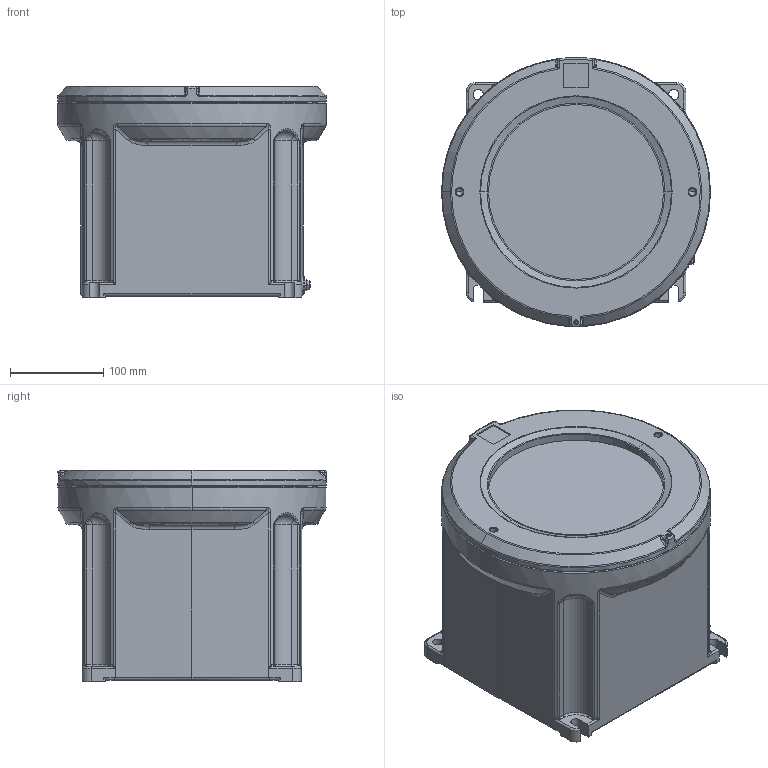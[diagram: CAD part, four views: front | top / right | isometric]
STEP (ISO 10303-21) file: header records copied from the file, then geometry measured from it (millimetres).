
FILE_DESCRIPTION (( 'STEP AP203' ), '1' );
FILE_NAME ('8265_04-__1_.STEP', '2014-04-11T07:23:37', ( 'Admin' ), ( 'R. STAHL AG' ), 'SwSTEP 2.0', 'SolidWorks 2013', '' );
FILE_SCHEMA (( 'CONFIG_CONTROL_DESIGN' ));
Length unit declared in the file: millimetre
Products named in the file (16): 505_706_0_M5x14; 509_656_0; 8265_04-__1_; 8265_0_005_004_0_3d export; 8265_9_004_004_6_8265_9_004_004_3; 506_548_0; 8265_9_005_004_6_014 3d export; 506_886_0; 8265_9_058_014_0; 503_676_0_M5 x 16; 82_459_01_98_0; 501_619_0_M 6 x 12; 82_459_01_95_0; 8265_9_055_004_0; 509_656_0_2_Standard M 5
Assembly tree (32 placements, depth 4):
  8265_04-__1_
    8265_9_004_004_6_8265_9_004_004_3
    8265_0_005_004_0_3d export
      8265_9_005_004_6_014 3d export
      8265_9_058_014_0
      82_459_01_98_0  x4
      82_459_01_95_0  x4
      509_656_0  x4
        509_656_0_2_Standard M 5
        509_656_0
    506_548_0  x2
    506_886_0  x4
    503_676_0_M5 x 16
    501_619_0_M 6 x 12  x2
    8265_9_055_004_0
    505_706_0_M5x14  x4
Bounding box: 289 x 289 x 227 mm (x, y, z)
Volume: 4616151 mm3; surface area: 795068.1 mm2
Topology: 33 solids, 33 shells, 1607 faces, 3873 edges, 2282 vertices
Faces by surface type: cylinder 481, plane 447, bspline 304, cone 202, torus 151, sphere 22
Entity records: 44548 total; most frequent: CARTESIAN_POINT 19044, ORIENTED_EDGE 5094, DIRECTION 4641, EDGE_CURVE 2547, AXIS2_PLACEMENT_3D 1850, VERTEX_POINT 1513, EDGE_LOOP 1142, FACE_OUTER_BOUND 1091
